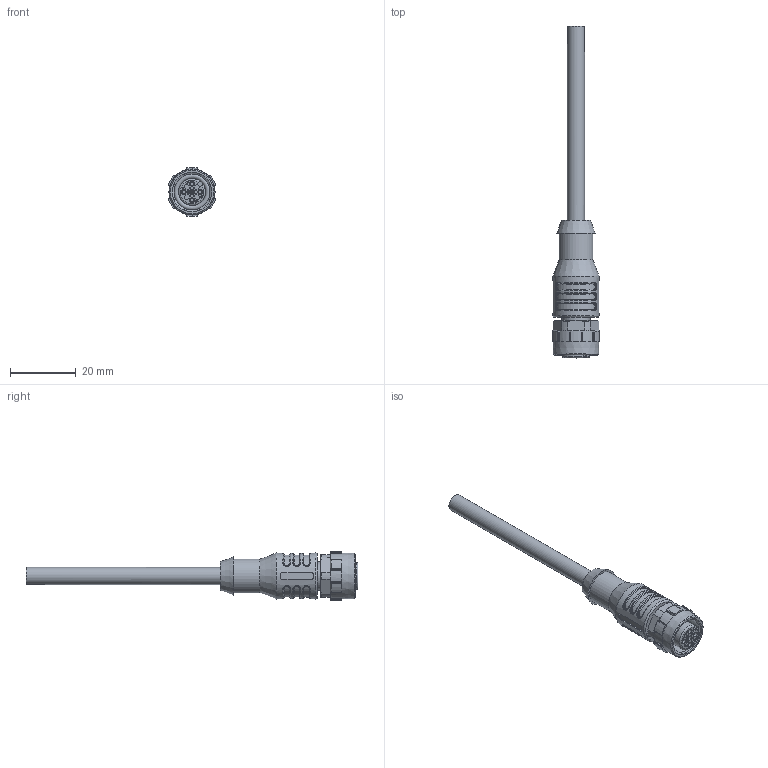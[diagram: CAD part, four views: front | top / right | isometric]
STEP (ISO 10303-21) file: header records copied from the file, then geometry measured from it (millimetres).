
FILE_DESCRIPTION(/* description */ (''),/* implementation_level */ '2;1');
FILE_NAME(/* name */ 'AL-WAKK4-m_stp.stp',/* time_stamp */ '2020-02-28T10:23:30+01:00',/* author */ (''),/* organization */ (''),/* preprocessor_version */ 'ST-DEVELOPER v16',/* originating_system */ 'SIEMENS PLM Software NX 10.0',/* authorisation */ '');
FILE_SCHEMA (('AUTOMOTIVE_DESIGN { 1 0 10303 214 3 1 1 1 }'));
Length unit declared in the file: millimetre
Products named in the file (1): AL-WAK4
Bounding box: 14.32 x 101 x 14.96 mm (x, y, z)
Volume: 6005.9 mm3; surface area: 3722.8 mm2
Topology: 1 solids, 1 shells, 378 faces, 922 edges, 558 vertices
Faces by surface type: plane 120, cylinder 108, bspline 48, torus 35, extrusion 32, cone 23, sphere 12
Full cylindrical faces by diameter (mm): 1.15 x4, 5.2 x1, 8.7 x1, 10.2 x1, 10.95 x1, 12.1 x1, 14 x1
Entity records: 13189 total; most frequent: CARTESIAN_POINT 5042, ORIENTED_EDGE 1722, DIRECTION 1579, EDGE_CURVE 861, AXIS2_PLACEMENT_3D 609, VERTEX_POINT 538, EDGE_LOOP 433, ADVANCED_FACE 378
